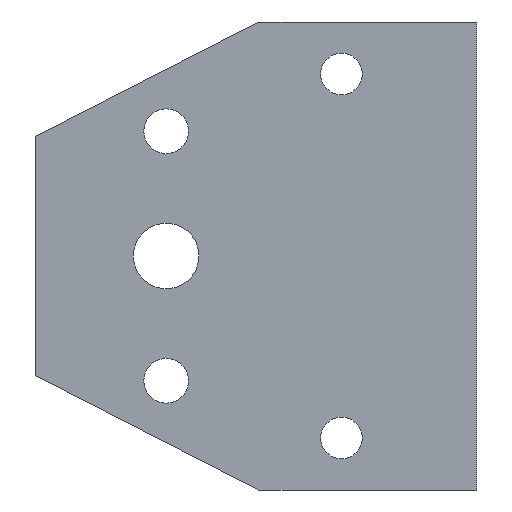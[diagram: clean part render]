
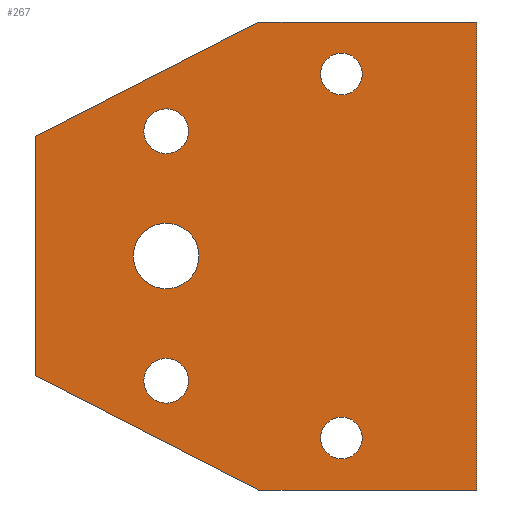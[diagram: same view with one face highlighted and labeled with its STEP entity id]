
A CAD part, left-side view. The second image highlights one B-rep face of the part: STEP entity #267.
In plain terms, the highlighted planar face has unit normal (-1, 0, 0).
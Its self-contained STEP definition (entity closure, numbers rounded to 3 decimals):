
#24=FACE_BOUND('',#75,.T.);
#25=FACE_BOUND('',#76,.T.);
#26=FACE_BOUND('',#77,.T.);
#27=FACE_BOUND('',#78,.T.);
#28=FACE_BOUND('',#79,.T.);
#30=CIRCLE('',#295,2.15);
#32=CIRCLE('',#298,2.15);
#34=CIRCLE('',#301,3.15);
#36=CIRCLE('',#304,2.);
#38=CIRCLE('',#307,2.);
#56=FACE_OUTER_BOUND('',#74,.T.);
#74=EDGE_LOOP('',(#236,#237,#238,#239,#240,#241));
#75=EDGE_LOOP('',(#242));
#76=EDGE_LOOP('',(#243));
#77=EDGE_LOOP('',(#244));
#78=EDGE_LOOP('',(#245));
#79=EDGE_LOOP('',(#246));
#82=LINE('',#393,#105);
#86=LINE('',#402,#109);
#93=LINE('',#436,#116);
#96=LINE('',#441,#119);
#98=LINE('',#445,#121);
#101=LINE('',#450,#124);
#105=VECTOR('',#320,10.);
#109=VECTOR('',#326,10.);
#116=VECTOR('',#365,10.);
#119=VECTOR('',#370,10.);
#121=VECTOR('',#374,10.);
#124=VECTOR('',#379,10.);
#128=VERTEX_POINT('',#390);
#129=VERTEX_POINT('',#392);
#132=VERTEX_POINT('',#399);
#133=VERTEX_POINT('',#401);
#135=VERTEX_POINT('',#407);
#137=VERTEX_POINT('',#413);
#139=VERTEX_POINT('',#419);
#141=VERTEX_POINT('',#425);
#143=VERTEX_POINT('',#431);
#144=VERTEX_POINT('',#435);
#146=VERTEX_POINT('',#444);
#150=EDGE_CURVE('',#129,#128,#82,.T.);
#154=EDGE_CURVE('',#133,#132,#86,.T.);
#158=EDGE_CURVE('',#135,#135,#30,.T.);
#161=EDGE_CURVE('',#137,#137,#32,.T.);
#164=EDGE_CURVE('',#139,#139,#34,.T.);
#167=EDGE_CURVE('',#141,#141,#36,.T.);
#170=EDGE_CURVE('',#143,#143,#38,.T.);
#171=EDGE_CURVE('',#144,#133,#93,.T.);
#174=EDGE_CURVE('',#132,#129,#96,.T.);
#176=EDGE_CURVE('',#146,#128,#98,.T.);
#179=EDGE_CURVE('',#144,#146,#101,.T.);
#236=ORIENTED_EDGE('',*,*,#179,.F.);
#237=ORIENTED_EDGE('',*,*,#171,.T.);
#238=ORIENTED_EDGE('',*,*,#154,.T.);
#239=ORIENTED_EDGE('',*,*,#174,.T.);
#240=ORIENTED_EDGE('',*,*,#150,.T.);
#241=ORIENTED_EDGE('',*,*,#176,.F.);
#242=ORIENTED_EDGE('',*,*,#158,.T.);
#243=ORIENTED_EDGE('',*,*,#161,.T.);
#244=ORIENTED_EDGE('',*,*,#170,.F.);
#245=ORIENTED_EDGE('',*,*,#167,.F.);
#246=ORIENTED_EDGE('',*,*,#164,.F.);
#254=PLANE('',#313);
#267=ADVANCED_FACE('',(#56,#24,#25,#26,#27,#28),#254,.F.);
#295=AXIS2_PLACEMENT_3D('',#409,#333,#334);
#298=AXIS2_PLACEMENT_3D('',#415,#340,#341);
#301=AXIS2_PLACEMENT_3D('',#421,#347,#348);
#304=AXIS2_PLACEMENT_3D('',#427,#354,#355);
#307=AXIS2_PLACEMENT_3D('',#433,#361,#362);
#313=AXIS2_PLACEMENT_3D('',#453,#383,#384);
#320=DIRECTION('',(0.,-0.89,-0.456));
#326=DIRECTION('',(0.,0.89,-0.456));
#333=DIRECTION('center_axis',(1.,0.,0.));
#334=DIRECTION('ref_axis',(0.,0.,-1.));
#340=DIRECTION('center_axis',(1.,0.,0.));
#341=DIRECTION('ref_axis',(0.,0.,-1.));
#347=DIRECTION('center_axis',(-1.,0.,0.));
#348=DIRECTION('ref_axis',(0.,-1.,0.));
#354=DIRECTION('center_axis',(-1.,0.,0.));
#355=DIRECTION('ref_axis',(0.,-1.,0.));
#361=DIRECTION('center_axis',(-1.,0.,0.));
#362=DIRECTION('ref_axis',(0.,-1.,0.));
#365=DIRECTION('',(0.,1.,0.));
#370=DIRECTION('',(0.,0.,-1.));
#374=DIRECTION('',(0.,1.,0.));
#379=DIRECTION('',(0.,0.,-1.));
#383=DIRECTION('center_axis',(1.,0.,0.));
#384=DIRECTION('ref_axis',(0.,0.,-1.));
#390=CARTESIAN_POINT('',(0.,-8.918,-25.));
#392=CARTESIAN_POINT('',(0.,12.577,-14.));
#393=CARTESIAN_POINT('',(0.,-8.918,-25.));
#399=CARTESIAN_POINT('',(0.,12.577,9.));
#401=CARTESIAN_POINT('',(0.,-8.918,20.));
#402=CARTESIAN_POINT('',(0.,12.577,9.));
#407=CARTESIAN_POINT('',(0.,0.,-12.35));
#409=CARTESIAN_POINT('Origin',(0.,0.,-14.5));
#413=CARTESIAN_POINT('',(0.,0.,11.65));
#415=CARTESIAN_POINT('Origin',(0.,0.,9.5));
#419=CARTESIAN_POINT('',(0.,3.15,-2.5));
#421=CARTESIAN_POINT('Origin',(0.,0.,-2.5));
#425=CARTESIAN_POINT('',(0.,-14.849,15.));
#427=CARTESIAN_POINT('Origin',(0.,-16.849,15.));
#431=CARTESIAN_POINT('',(0.,-14.849,-20.));
#433=CARTESIAN_POINT('Origin',(0.,-16.849,-20.));
#435=CARTESIAN_POINT('',(0.,-29.849,20.));
#436=CARTESIAN_POINT('',(0.,-8.918,20.));
#441=CARTESIAN_POINT('',(0.,12.577,-14.));
#444=CARTESIAN_POINT('',(0.,-29.849,-25.));
#445=CARTESIAN_POINT('',(0.,-29.849,-25.));
#450=CARTESIAN_POINT('',(0.,-29.849,20.));
#453=CARTESIAN_POINT('Origin',(0.,-8.636,-2.5));
